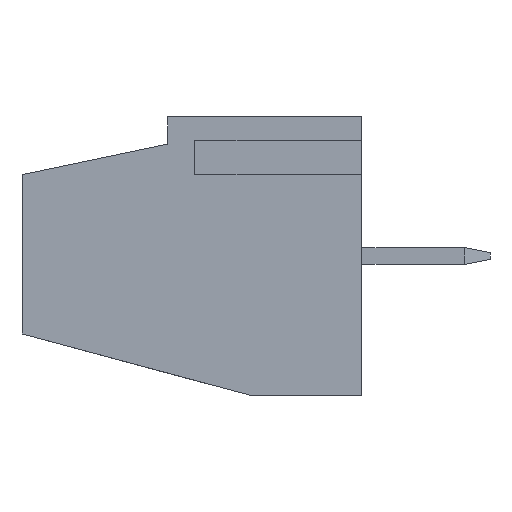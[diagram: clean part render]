
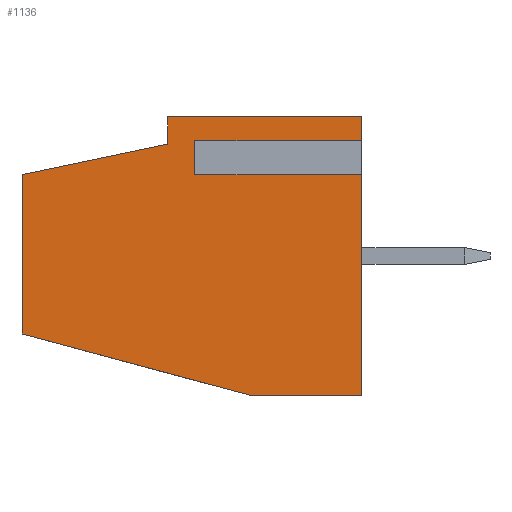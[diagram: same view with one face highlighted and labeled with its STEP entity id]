
A CAD part, left-side view. The second image highlights one B-rep face of the part: STEP entity #1136.
In plain terms, the highlighted planar face has unit normal (-1, 0, 0).
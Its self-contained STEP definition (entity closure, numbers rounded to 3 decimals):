
#146 = ORIENTED_EDGE ( 'NONE', *, *, #3002, .T. ) ;
#157 = PLANE ( 'NONE',  #1526 ) ;
#330 = VERTEX_POINT ( 'NONE', #3247 ) ;
#338 = LINE ( 'NONE', #3304, #1658 ) ;
#340 = VECTOR ( 'NONE', #1801, 1000. ) ;
#353 = LINE ( 'NONE', #2026, #2596 ) ;
#406 = DIRECTION ( 'NONE',  ( 0., 1., 0. ) ) ;
#414 = ORIENTED_EDGE ( 'NONE', *, *, #3166, .F. ) ;
#417 = CARTESIAN_POINT ( 'NONE',  ( -5.08, 0., 3.2 ) ) ;
#428 = LINE ( 'NONE', #1268, #340 ) ;
#569 = VERTEX_POINT ( 'NONE', #3100 ) ;
#590 = CARTESIAN_POINT ( 'NONE',  ( -5.08, 0., 4.1 ) ) ;
#597 = LINE ( 'NONE', #1991, #3241 ) ;
#617 = ORIENTED_EDGE ( 'NONE', *, *, #953, .F. ) ;
#628 = EDGE_LOOP ( 'NONE', ( #617, #756, #146, #2349, #2631, #1463, #1044, #414, #944, #2353, #2995 ) ) ;
#646 = LINE ( 'NONE', #1403, #3141 ) ;
#650 = DIRECTION ( 'NONE',  ( 0., -1., 0. ) ) ;
#692 = CARTESIAN_POINT ( 'NONE',  ( -5.08, 10., 2.4 ) ) ;
#720 = VERTEX_POINT ( 'NONE', #2356 ) ;
#724 = VECTOR ( 'NONE', #650, 1000. ) ;
#756 = ORIENTED_EDGE ( 'NONE', *, *, #1470, .F. ) ;
#891 = CARTESIAN_POINT ( 'NONE',  ( -5.08, 5.7, 4.1 ) ) ;
#900 = CARTESIAN_POINT ( 'NONE',  ( -5.08, 5.7, 3.3 ) ) ;
#904 = DIRECTION ( 'NONE',  ( 0., 0.966, 0.259 ) ) ;
#914 = EDGE_CURVE ( 'NONE', #1429, #1200, #3290, .T. ) ;
#944 = ORIENTED_EDGE ( 'NONE', *, *, #1342, .F. ) ;
#953 = EDGE_CURVE ( 'NONE', #330, #569, #1421, .T. ) ;
#975 = DIRECTION ( 'NONE',  ( 0., 0., -1. ) ) ;
#983 = VERTEX_POINT ( 'NONE', #1456 ) ;
#1010 = VECTOR ( 'NONE', #904, 1000. ) ;
#1044 = ORIENTED_EDGE ( 'NONE', *, *, #914, .F. ) ;
#1136 = ADVANCED_FACE ( 'NONE', ( #2234 ), #157, .T. ) ;
#1137 = CARTESIAN_POINT ( 'NONE',  ( -5.08, 3.3, -4.1 ) ) ;
#1148 = LINE ( 'NONE', #2972, #1857 ) ;
#1191 = CARTESIAN_POINT ( 'NONE',  ( -5.08, 10., 2.4 ) ) ;
#1200 = VERTEX_POINT ( 'NONE', #2418 ) ;
#1206 = CARTESIAN_POINT ( 'NONE',  ( -5.08, 0., 4.1 ) ) ;
#1268 = CARTESIAN_POINT ( 'NONE',  ( -5.08, 5.7, 4.1 ) ) ;
#1283 = DIRECTION ( 'NONE',  ( 0., 0., -1. ) ) ;
#1324 = VECTOR ( 'NONE', #2505, 1000. ) ;
#1342 = EDGE_CURVE ( 'NONE', #2141, #720, #1714, .T. ) ;
#1403 = CARTESIAN_POINT ( 'NONE',  ( -5.08, 0., -4.1 ) ) ;
#1421 = LINE ( 'NONE', #2770, #724 ) ;
#1429 = VERTEX_POINT ( 'NONE', #1191 ) ;
#1436 = DIRECTION ( 'NONE',  ( 0., -1., 0. ) ) ;
#1456 = CARTESIAN_POINT ( 'NONE',  ( -5.08, 4.9, 3.2 ) ) ;
#1463 = ORIENTED_EDGE ( 'NONE', *, *, #2130, .F. ) ;
#1470 = EDGE_CURVE ( 'NONE', #983, #330, #353, .T. ) ;
#1526 = AXIS2_PLACEMENT_3D ( 'NONE', #1206, #3034, #2766 ) ;
#1545 = VERTEX_POINT ( 'NONE', #417 ) ;
#1560 = EDGE_CURVE ( 'NONE', #3075, #1640, #597, .T. ) ;
#1640 = VERTEX_POINT ( 'NONE', #590 ) ;
#1658 = VECTOR ( 'NONE', #2053, 1000. ) ;
#1702 = LINE ( 'NONE', #692, #1324 ) ;
#1714 = LINE ( 'NONE', #1137, #1010 ) ;
#1801 = DIRECTION ( 'NONE',  ( 0., 0., 1. ) ) ;
#1824 = EDGE_CURVE ( 'NONE', #2600, #2141, #646, .T. ) ;
#1857 = VECTOR ( 'NONE', #2230, 1000. ) ;
#1950 = CARTESIAN_POINT ( 'NONE',  ( -5.08, 0., -4.1 ) ) ;
#1991 = CARTESIAN_POINT ( 'NONE',  ( -5.08, 0., 4.1 ) ) ;
#2026 = CARTESIAN_POINT ( 'NONE',  ( -5.08, 4.9, 4.1 ) ) ;
#2053 = DIRECTION ( 'NONE',  ( 0., 0., -1. ) ) ;
#2130 = EDGE_CURVE ( 'NONE', #1200, #3075, #428, .T. ) ;
#2141 = VERTEX_POINT ( 'NONE', #3199 ) ;
#2230 = DIRECTION ( 'NONE',  ( 0., -1., 0. ) ) ;
#2234 = FACE_OUTER_BOUND ( 'NONE', #628, .T. ) ;
#2323 = CARTESIAN_POINT ( 'NONE',  ( -5.08, 0., 4.1 ) ) ;
#2349 = ORIENTED_EDGE ( 'NONE', *, *, #2855, .F. ) ;
#2353 = ORIENTED_EDGE ( 'NONE', *, *, #1824, .F. ) ;
#2356 = CARTESIAN_POINT ( 'NONE',  ( -5.08, 10., -2.3 ) ) ;
#2408 = LINE ( 'NONE', #2323, #2534 ) ;
#2418 = CARTESIAN_POINT ( 'NONE',  ( -5.08, 5.7, 3.3 ) ) ;
#2484 = DIRECTION ( 'NONE',  ( 0., -0.979, 0.205 ) ) ;
#2505 = DIRECTION ( 'NONE',  ( 0., 0., 1. ) ) ;
#2534 = VECTOR ( 'NONE', #1283, 1000. ) ;
#2596 = VECTOR ( 'NONE', #975, 1000. ) ;
#2600 = VERTEX_POINT ( 'NONE', #1950 ) ;
#2631 = ORIENTED_EDGE ( 'NONE', *, *, #1560, .F. ) ;
#2722 = VECTOR ( 'NONE', #2484, 1000. ) ;
#2766 = DIRECTION ( 'NONE',  ( 0., 0., 1. ) ) ;
#2770 = CARTESIAN_POINT ( 'NONE',  ( -5.08, 4.9, 2.6 ) ) ;
#2804 = EDGE_CURVE ( 'NONE', #569, #2600, #2408, .T. ) ;
#2855 = EDGE_CURVE ( 'NONE', #1640, #1545, #338, .T. ) ;
#2972 = CARTESIAN_POINT ( 'NONE',  ( -5.08, 4.9, 3.2 ) ) ;
#2995 = ORIENTED_EDGE ( 'NONE', *, *, #2804, .F. ) ;
#3002 = EDGE_CURVE ( 'NONE', #983, #1545, #1148, .T. ) ;
#3034 = DIRECTION ( 'NONE',  ( -1., 0., 0. ) ) ;
#3075 = VERTEX_POINT ( 'NONE', #891 ) ;
#3100 = CARTESIAN_POINT ( 'NONE',  ( -5.08, 0., 2.6 ) ) ;
#3141 = VECTOR ( 'NONE', #406, 1000. ) ;
#3166 = EDGE_CURVE ( 'NONE', #720, #1429, #1702, .T. ) ;
#3199 = CARTESIAN_POINT ( 'NONE',  ( -5.08, 3.3, -4.1 ) ) ;
#3241 = VECTOR ( 'NONE', #1436, 1000. ) ;
#3247 = CARTESIAN_POINT ( 'NONE',  ( -5.08, 4.9, 2.6 ) ) ;
#3290 = LINE ( 'NONE', #900, #2722 ) ;
#3304 = CARTESIAN_POINT ( 'NONE',  ( -5.08, 0., 4.1 ) ) ;
